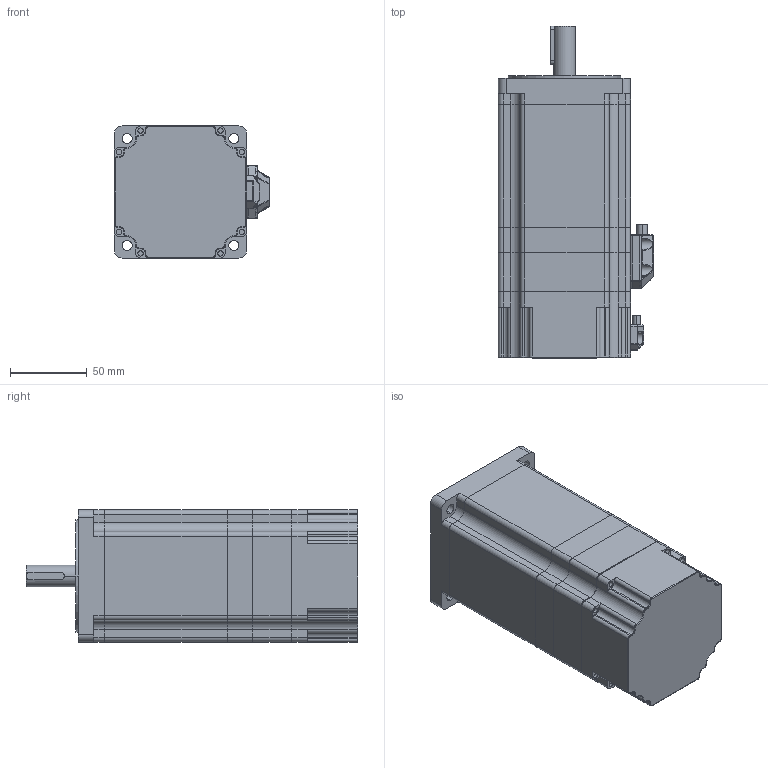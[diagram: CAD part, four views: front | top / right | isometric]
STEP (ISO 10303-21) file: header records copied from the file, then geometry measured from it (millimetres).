
FILE_DESCRIPTION((''),'2;1');
FILE_NAME('86SSD85-BZ-EC_ASM','2020-10-30T14:01:24',('jerryzhu'),(''),'CREO PARAMETRIC BY PTC INC, 2018020','CREO PARAMETRIC BY PTC INC, 2018020','');
FILE_SCHEMA(('CONFIG_CONTROL_DESIGN'));
Length unit declared in the file: millimetre
Products named in the file (10): 86SSD-F-COVER; 86SSD-MAGNET-85_BZ; 86SSD-B-COVER; 86SSD-END-CAP-BZ; 86SSD-SHAFT; 86SSD-PLUG; 86SSD-WIRE-SLEEVE; 86SSD-END-CAP-BZ11; 57SSD-WIRE-SLEEVE-BZ; 86SSD85-BZ-EC_ASM
Assembly tree (9 placements, depth 2):
  86SSD85-BZ-EC_ASM
    86SSD-F-COVER
    86SSD-MAGNET-85_BZ
    86SSD-B-COVER
    86SSD-END-CAP-BZ
    86SSD-SHAFT
    86SSD-PLUG
    86SSD-WIRE-SLEEVE
    86SSD-END-CAP-BZ11
    57SSD-WIRE-SLEEVE-BZ
Bounding box: 101 x 216 x 86 mm (x, y, z)
Volume: 1092894.2 mm3; surface area: 144139.8 mm2
Topology: 9 solids, 9 shells, 552 faces, 1369 edges, 840 vertices
Faces by surface type: cylinder 263, plane 164, bspline 57, torus 50, sphere 18
Entity records: 19470 total; most frequent: CARTESIAN_POINT 6132, DIRECTION 2842, ORIENTED_EDGE 2736, EDGE_CURVE 1368, AXIS2_PLACEMENT_3D 1096, VERTEX_POINT 840, VECTOR 650, LINE 650
